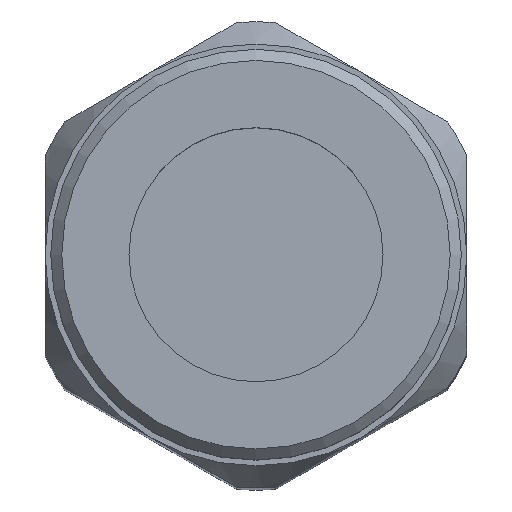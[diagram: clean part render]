
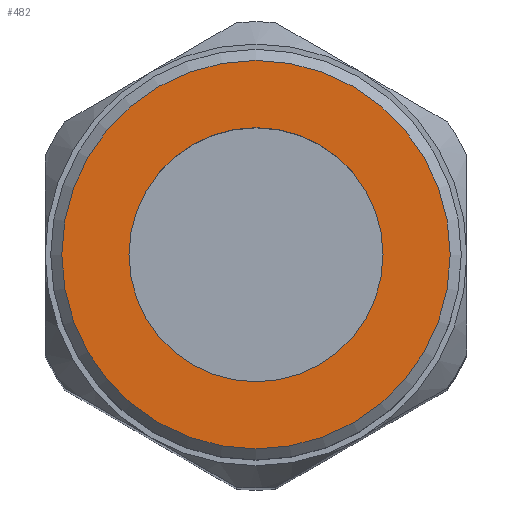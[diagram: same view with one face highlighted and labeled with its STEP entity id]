
A CAD part, top view. The second image highlights one B-rep face of the part: STEP entity #482.
In plain terms, the highlighted planar face has unit normal (0, 0, 1).
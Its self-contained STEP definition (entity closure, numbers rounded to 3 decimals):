
#212=ORIENTED_EDGE('',*,*,#286,.T.);
#213=ORIENTED_EDGE('',*,*,#287,.F.);
#286=EDGE_CURVE('',#329,#329,#360,.T.);
#287=EDGE_CURVE('',#330,#330,#361,.T.);
#329=VERTEX_POINT('',#885);
#330=VERTEX_POINT('',#887);
#360=CIRCLE('',#555,5.723);
#361=CIRCLE('',#556,8.75);
#393=EDGE_LOOP('',(#212));
#394=EDGE_LOOP('',(#213));
#433=FACE_BOUND('',#393,.T.);
#434=FACE_BOUND('',#394,.T.);
#453=PLANE('',#554);
#482=ADVANCED_FACE('',(#433,#434),#453,.F.);
#554=AXIS2_PLACEMENT_3D('',#883,#684,#685);
#555=AXIS2_PLACEMENT_3D('',#884,#686,#687);
#556=AXIS2_PLACEMENT_3D('',#886,#688,#689);
#684=DIRECTION('',(0.,0.,-1.));
#685=DIRECTION('',(-1.,0.,0.));
#686=DIRECTION('',(0.,0.,-1.));
#687=DIRECTION('',(1.,0.,0.));
#688=DIRECTION('',(0.,0.,-1.));
#689=DIRECTION('',(-1.,0.,0.));
#883=CARTESIAN_POINT('',(0.,0.,62.));
#884=CARTESIAN_POINT('',(0.,0.,62.));
#885=CARTESIAN_POINT('',(5.723,0.,62.));
#886=CARTESIAN_POINT('',(0.,0.,62.));
#887=CARTESIAN_POINT('',(-8.75,0.,62.));
